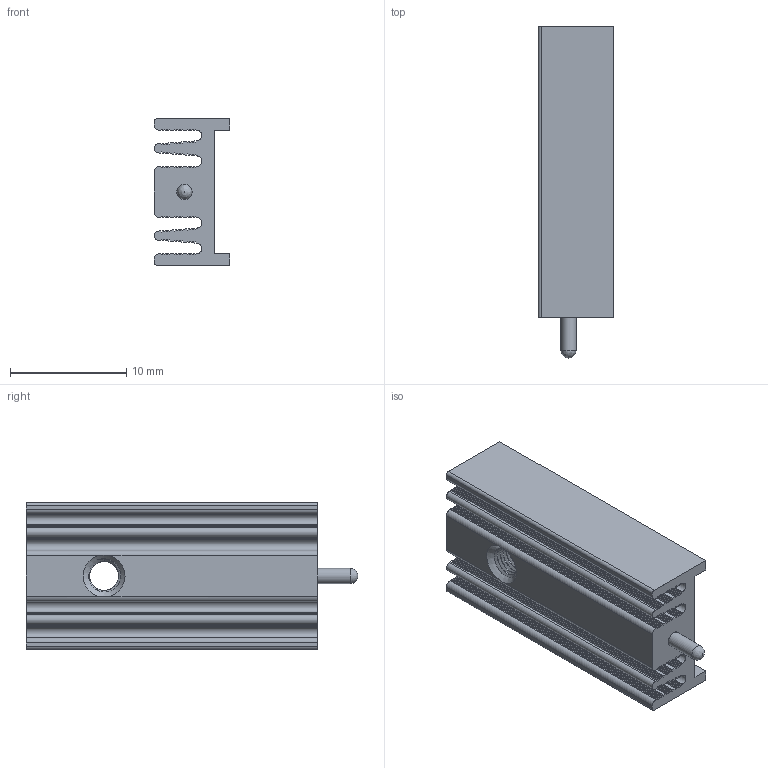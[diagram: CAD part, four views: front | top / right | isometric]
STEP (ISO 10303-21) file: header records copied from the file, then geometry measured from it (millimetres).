
FILE_DESCRIPTION(/* description */ (''),/* implementation_level */ '2;1');
FILE_NAME(/* name */ 'Black Heatsink - Dimensions 25 x 12.6 x 6.5 mm. Hole at 18.3mm. Pin fixing.stp',/* time_stamp */ '2022-05-31T23:03:58+02:00',/* author */ ('JOSE LUIS'),/* organization */ (''),/* preprocessor_version */ 'ST-DEVELOPER v18',/* originating_system */ 'Autodesk Inventor 2020',/* authorisation */ '');
FILE_SCHEMA (('AUTOMOTIVE_DESIGN { 1 0 10303 214 3 1 1 }'));
Length unit declared in the file: millimetre
Products named in the file (1): Black Heatsink - Dimensions 25 x 12.6 x 6.5 mm. Hole at 18.3mm. Pin f
ixing
Bounding box: 6.5 x 28.5 x 12.6 mm (x, y, z)
Volume: 1233.3 mm3; surface area: 2342.4 mm2
Topology: 1 solids, 1 shells, 1427 faces, 3336 edges, 1911 vertices
Faces by surface type: plane 1366, cone 30, cylinder 26, bspline 5
Full cylindrical faces by diameter (mm): 1.3 x1, 2.5 x11
Entity records: 41844 total; most frequent: CARTESIAN_POINT 8484, ORIENTED_EDGE 6672, DIRECTION 6198, EDGE_CURVE 3336, LINE 3226, VECTOR 3226, VERTEX_POINT 1911, AXIS2_PLACEMENT_3D 1486
